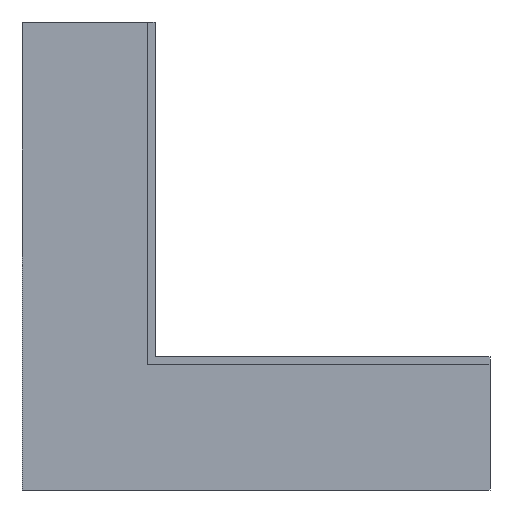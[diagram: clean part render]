
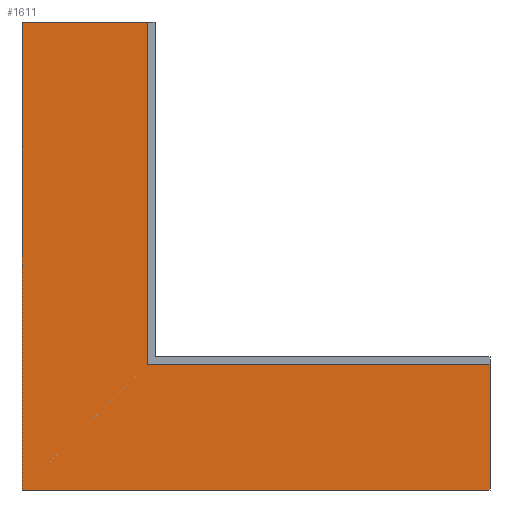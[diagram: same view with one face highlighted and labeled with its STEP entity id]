
A CAD part, front view. The second image highlights one B-rep face of the part: STEP entity #1611.
In plain terms, the highlighted planar face has unit normal (0, -1, 0).
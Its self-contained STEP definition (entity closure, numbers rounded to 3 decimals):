
#107=FACE_OUTER_BOUND('',#191,.T.);
#191=EDGE_LOOP('',(#1367,#1368,#1369,#1370,#1371,#1372));
#270=LINE('',#2303,#481);
#295=LINE('',#2355,#506);
#298=LINE('',#2361,#509);
#398=LINE('',#2584,#609);
#403=LINE('',#2592,#614);
#404=LINE('',#2594,#615);
#481=VECTOR('',#1854,10.);
#506=VECTOR('',#1887,10.);
#509=VECTOR('',#1892,10.);
#609=VECTOR('',#2094,10.);
#614=VECTOR('',#2103,10.);
#615=VECTOR('',#2106,10.);
#686=VERTEX_POINT('',#2300);
#687=VERTEX_POINT('',#2302);
#710=VERTEX_POINT('',#2353);
#712=VERTEX_POINT('',#2358);
#783=VERTEX_POINT('',#2581);
#784=VERTEX_POINT('',#2583);
#847=EDGE_CURVE('',#686,#687,#270,.T.);
#875=EDGE_CURVE('',#710,#686,#295,.T.);
#878=EDGE_CURVE('',#712,#687,#298,.T.);
#989=EDGE_CURVE('',#784,#783,#398,.T.);
#994=EDGE_CURVE('',#710,#784,#403,.T.);
#995=EDGE_CURVE('',#712,#783,#404,.T.);
#1367=ORIENTED_EDGE('',*,*,#994,.T.);
#1368=ORIENTED_EDGE('',*,*,#989,.T.);
#1369=ORIENTED_EDGE('',*,*,#995,.F.);
#1370=ORIENTED_EDGE('',*,*,#878,.T.);
#1371=ORIENTED_EDGE('',*,*,#847,.F.);
#1372=ORIENTED_EDGE('',*,*,#875,.F.);
#1530=PLANE('',#1729);
#1611=ADVANCED_FACE('',(#107),#1530,.T.);
#1729=AXIS2_PLACEMENT_3D('',#2593,#2104,#2105);
#1854=DIRECTION('',(1.,0.,0.));
#1887=DIRECTION('',(0.,0.,1.));
#1892=DIRECTION('',(0.,0.,1.));
#2094=DIRECTION('',(0.,0.,1.));
#2103=DIRECTION('',(1.,0.,0.));
#2104=DIRECTION('center_axis',(0.,-1.,0.));
#2105=DIRECTION('ref_axis',(0.,0.,-1.));
#2106=DIRECTION('',(1.,0.,0.));
#2300=CARTESIAN_POINT('',(0.,-9.59,42.89));
#2302=CARTESIAN_POINT('',(13.42,-9.59,42.89));
#2303=CARTESIAN_POINT('',(13.82,-9.59,42.89));
#2353=CARTESIAN_POINT('',(0.,-9.59,-7.11));
#2355=CARTESIAN_POINT('',(0.,-9.59,-7.11));
#2358=CARTESIAN_POINT('',(13.42,-9.59,6.31));
#2361=CARTESIAN_POINT('',(13.42,-9.59,-7.11));
#2581=CARTESIAN_POINT('',(50.,-9.59,6.31));
#2583=CARTESIAN_POINT('',(50.,-9.59,-7.11));
#2584=CARTESIAN_POINT('',(50.,-9.59,6.71));
#2592=CARTESIAN_POINT('',(0.,-9.59,-7.11));
#2593=CARTESIAN_POINT('Origin',(0.,-9.59,6.31));
#2594=CARTESIAN_POINT('',(0.,-9.59,6.31));
